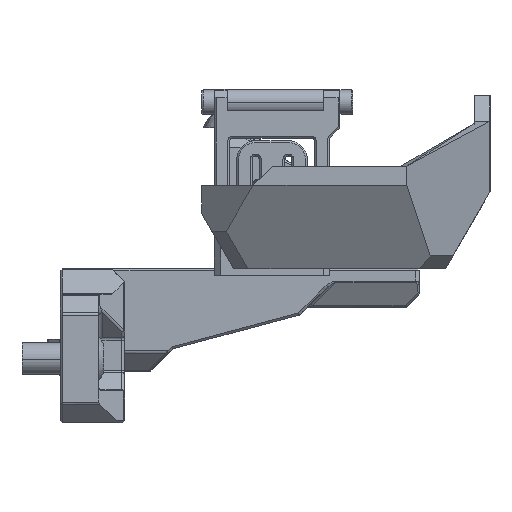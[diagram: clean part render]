
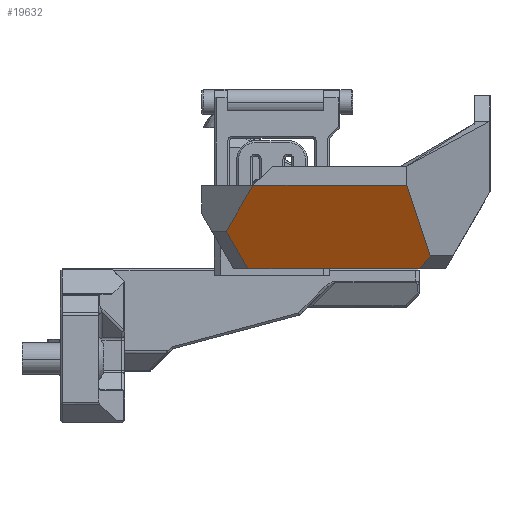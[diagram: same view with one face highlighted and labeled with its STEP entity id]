
A CAD part, left-side view. The second image highlights one B-rep face of the part: STEP entity #19632.
In plain terms, the highlighted planar face has unit normal (-0.866, 0, -0.5).
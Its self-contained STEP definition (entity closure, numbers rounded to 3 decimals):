
#155 = VECTOR ( 'NONE', #27029, 1000. ) ;
#420 = CARTESIAN_POINT ( 'NONE',  ( -36.149, -15.676, 2. ) ) ;
#791 = DIRECTION ( 'NONE',  ( 0.447, -0.447, -0.775 ) ) ;
#2172 = DIRECTION ( 'NONE',  ( 0.866, 0., 0.5 ) ) ;
#3042 = DIRECTION ( 'NONE',  ( 0., -1., 0. ) ) ;
#3513 = VERTEX_POINT ( 'NONE', #39175 ) ;
#4367 = VECTOR ( 'NONE', #3042, 1000. ) ;
#5216 = VERTEX_POINT ( 'NONE', #420 ) ;
#6173 = DIRECTION ( 'NONE',  ( 0.48, -0.277, -0.832 ) ) ;
#6195 = PLANE ( 'NONE',  #17068 ) ;
#6969 = CARTESIAN_POINT ( 'NONE',  ( -42.5, -12.01, 13. ) ) ;
#8034 = LINE ( 'NONE', #26680, #22676 ) ;
#8615 = VECTOR ( 'NONE', #23972, 1000. ) ;
#8886 = ORIENTED_EDGE ( 'NONE', *, *, #36534, .T. ) ;
#8983 = EDGE_CURVE ( 'NONE', #31880, #42085, #13978, .T. ) ;
#9295 = ORIENTED_EDGE ( 'NONE', *, *, #8983, .F. ) ;
#9394 = EDGE_LOOP ( 'NONE', ( #14702, #38548, #32072, #9295, #32263, #8886 ) ) ;
#10949 = CARTESIAN_POINT ( 'NONE',  ( -40.339, 14.161, 9.257 ) ) ;
#11101 = EDGE_CURVE ( 'NONE', #3513, #5216, #8034, .T. ) ;
#12402 = CARTESIAN_POINT ( 'NONE',  ( -42.5, 20., 13. ) ) ;
#13978 = LINE ( 'NONE', #36610, #155 ) ;
#14702 = ORIENTED_EDGE ( 'NONE', *, *, #26923, .T. ) ;
#14974 = EDGE_CURVE ( 'NONE', #22773, #31880, #33330, .T. ) ;
#17068 = AXIS2_PLACEMENT_3D ( 'NONE', #12402, #2172, #34822 ) ;
#17398 = VERTEX_POINT ( 'NONE', #25507 ) ;
#18804 = LINE ( 'NONE', #31803, #26850 ) ;
#19632 = ADVANCED_FACE ( 'NONE', ( #35027 ), #6195, .F. ) ;
#19699 = LINE ( 'NONE', #32070, #4367 ) ;
#19807 = LINE ( 'NONE', #32797, #39926 ) ;
#22676 = VECTOR ( 'NONE', #26886, 1000. ) ;
#22773 = VERTEX_POINT ( 'NONE', #31265 ) ;
#23972 = DIRECTION ( 'NONE',  ( -0.447, -0.447, 0.775 ) ) ;
#24808 = EDGE_CURVE ( 'NONE', #42085, #5216, #18804, .T. ) ;
#25507 = CARTESIAN_POINT ( 'NONE',  ( -34.994, 12.764, 0. ) ) ;
#26521 = CARTESIAN_POINT ( 'NONE',  ( -42.5, 12., 13. ) ) ;
#26680 = CARTESIAN_POINT ( 'NONE',  ( -35.67, -14.995, 1.171 ) ) ;
#26850 = VECTOR ( 'NONE', #6173, 1000. ) ;
#26886 = DIRECTION ( 'NONE',  ( -0.407, -0.58, 0.706 ) ) ;
#26923 = EDGE_CURVE ( 'NONE', #17398, #3513, #19699, .T. ) ;
#27029 = DIRECTION ( 'NONE',  ( 0., -1., 0. ) ) ;
#31265 = CARTESIAN_POINT ( 'NONE',  ( -38.365, 16.135, 5.838 ) ) ;
#31803 = CARTESIAN_POINT ( 'NONE',  ( -36.776, -15.314, 3.086 ) ) ;
#31880 = VERTEX_POINT ( 'NONE', #26521 ) ;
#32070 = CARTESIAN_POINT ( 'NONE',  ( -34.994, 20., 0. ) ) ;
#32072 = ORIENTED_EDGE ( 'NONE', *, *, #24808, .F. ) ;
#32263 = ORIENTED_EDGE ( 'NONE', *, *, #14974, .F. ) ;
#32797 = CARTESIAN_POINT ( 'NONE',  ( -42.446, 20.216, 12.907 ) ) ;
#33330 = LINE ( 'NONE', #10949, #8615 ) ;
#34822 = DIRECTION ( 'NONE',  ( 0.5, 0., -0.866 ) ) ;
#35027 = FACE_OUTER_BOUND ( 'NONE', #9394, .T. ) ;
#36534 = EDGE_CURVE ( 'NONE', #22773, #17398, #19807, .T. ) ;
#36610 = CARTESIAN_POINT ( 'NONE',  ( -42.5, 20., 13. ) ) ;
#38548 = ORIENTED_EDGE ( 'NONE', *, *, #11101, .T. ) ;
#39175 = CARTESIAN_POINT ( 'NONE',  ( -34.994, -14.034, 0. ) ) ;
#39926 = VECTOR ( 'NONE', #791, 1000. ) ;
#42085 = VERTEX_POINT ( 'NONE', #6969 ) ;
